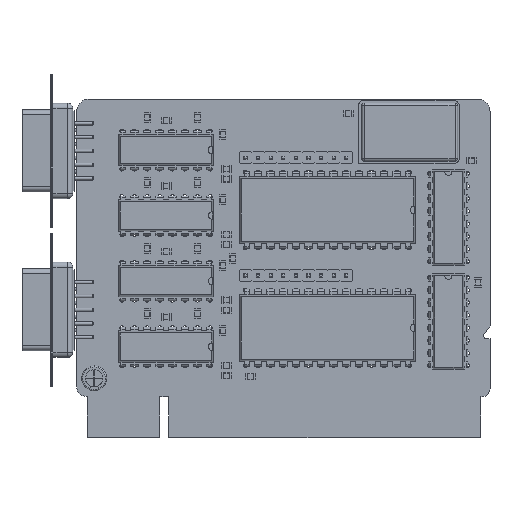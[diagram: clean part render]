
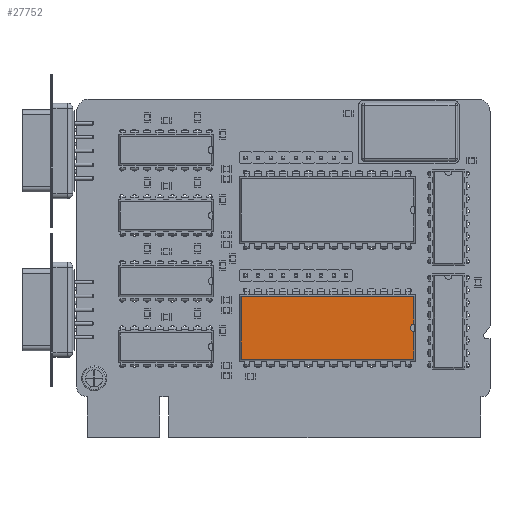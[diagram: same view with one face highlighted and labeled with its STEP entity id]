
A CAD part, top view. The second image highlights one B-rep face of the part: STEP entity #27752.
In plain terms, the highlighted planar face has unit normal (0, 0, 1).
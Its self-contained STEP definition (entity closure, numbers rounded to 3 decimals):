
#21770 = VERTEX_POINT('',#21771);
#21771 = CARTESIAN_POINT('',(13.952,0.871,3.68));
#21776 = EDGE_CURVE('',#21777,#21770,#21779,.T.);
#21777 = VERTEX_POINT('',#21778);
#21778 = CARTESIAN_POINT('',(13.952,-33.891,3.68));
#21779 = LINE('',#21780,#21781);
#21780 = CARTESIAN_POINT('',(13.952,-33.891,3.68));
#21781 = VECTOR('',#21782,1.);
#21782 = DIRECTION('',(0.,1.,0.));
#24536 = VERTEX_POINT('',#24537);
#24537 = CARTESIAN_POINT('',(1.288,0.871,3.68));
#24542 = EDGE_CURVE('',#24543,#24536,#24545,.T.);
#24543 = VERTEX_POINT('',#24544);
#24544 = CARTESIAN_POINT('',(6.874,0.871,3.68));
#24545 = LINE('',#24546,#24547);
#24546 = CARTESIAN_POINT('',(13.952,0.871,3.68));
#24547 = VECTOR('',#24548,1.);
#24548 = DIRECTION('',(-1.,0.,0.));
#24763 = VERTEX_POINT('',#24764);
#24764 = CARTESIAN_POINT('',(8.366,0.871,3.68));
#24868 = EDGE_CURVE('',#21770,#24763,#24869,.T.);
#24869 = LINE('',#24870,#24871);
#24870 = CARTESIAN_POINT('',(13.952,0.871,3.68));
#24871 = VECTOR('',#24872,1.);
#24872 = DIRECTION('',(-1.,0.,0.));
#24982 = VERTEX_POINT('',#24983);
#24983 = CARTESIAN_POINT('',(1.288,-33.891,3.68));
#24988 = EDGE_CURVE('',#24536,#24982,#24989,.T.);
#24989 = LINE('',#24990,#24991);
#24990 = CARTESIAN_POINT('',(1.288,0.871,3.68));
#24991 = VECTOR('',#24992,1.);
#24992 = DIRECTION('',(0.,-1.,0.));
#27741 = EDGE_CURVE('',#24982,#21777,#27742,.T.);
#27742 = LINE('',#27743,#27744);
#27743 = CARTESIAN_POINT('',(1.288,-33.891,3.68));
#27744 = VECTOR('',#27745,1.);
#27745 = DIRECTION('',(1.,0.,0.));
#27752 = ADVANCED_FACE('',(#27753),#27776,.F.);
#27753 = FACE_BOUND('',#27754,.F.);
#27754 = EDGE_LOOP('',(#27755,#27756,#27757,#27758,#27759,#27768,#27775)
  );
#27755 = ORIENTED_EDGE('',*,*,#21776,.F.);
#27756 = ORIENTED_EDGE('',*,*,#27741,.F.);
#27757 = ORIENTED_EDGE('',*,*,#24988,.F.);
#27758 = ORIENTED_EDGE('',*,*,#24542,.F.);
#27759 = ORIENTED_EDGE('',*,*,#27760,.F.);
#27760 = EDGE_CURVE('',#27761,#24543,#27763,.T.);
#27761 = VERTEX_POINT('',#27762);
#27762 = CARTESIAN_POINT('',(7.62,0.196,3.68));
#27763 = CIRCLE('',#27764,0.75);
#27764 = AXIS2_PLACEMENT_3D('',#27765,#27766,#27767);
#27765 = CARTESIAN_POINT('',(7.62,0.946,3.68));
#27766 = DIRECTION('',(0.,-0.,-1.));
#27767 = DIRECTION('',(0.,-1.,0.));
#27768 = ORIENTED_EDGE('',*,*,#27769,.F.);
#27769 = EDGE_CURVE('',#24763,#27761,#27770,.T.);
#27770 = CIRCLE('',#27771,0.75);
#27771 = AXIS2_PLACEMENT_3D('',#27772,#27773,#27774);
#27772 = CARTESIAN_POINT('',(7.62,0.946,3.68));
#27773 = DIRECTION('',(0.,-0.,-1.));
#27774 = DIRECTION('',(0.,-1.,0.));
#27775 = ORIENTED_EDGE('',*,*,#24868,.F.);
#27776 = PLANE('',#27777);
#27777 = AXIS2_PLACEMENT_3D('',#27778,#27779,#27780);
#27778 = CARTESIAN_POINT('',(13.952,-33.891,3.68));
#27779 = DIRECTION('',(-0.,0.,-1.));
#27780 = DIRECTION('',(-0.342,0.94,0.));
